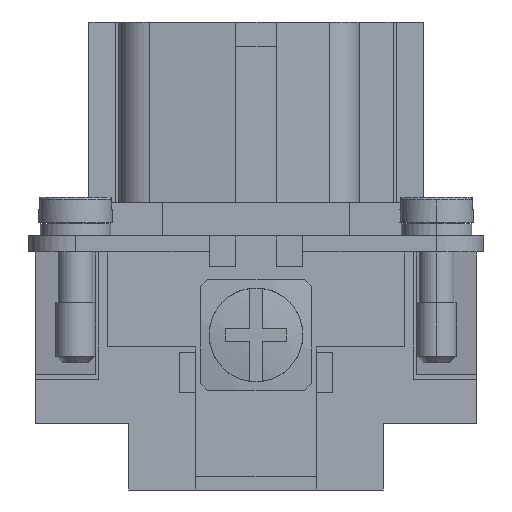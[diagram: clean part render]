
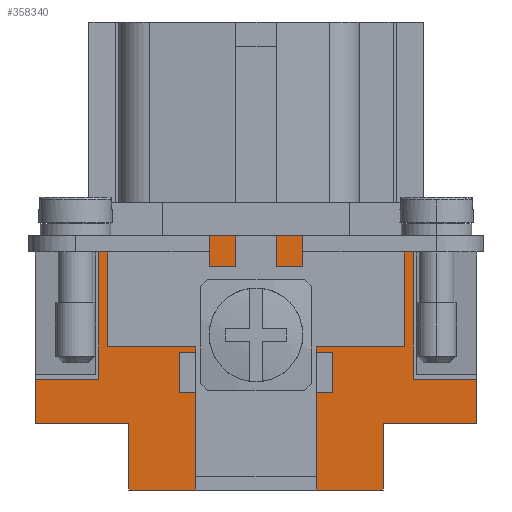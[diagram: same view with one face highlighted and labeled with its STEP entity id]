
A CAD part, left-side view. The second image highlights one B-rep face of the part: STEP entity #358340.
In plain terms, the highlighted planar face has unit normal (-1, 0, 0).
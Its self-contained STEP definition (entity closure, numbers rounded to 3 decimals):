
#125550=CARTESIAN_POINT('',(-21.55,9.5,5.));
#125560=VERTEX_POINT('',#125550);
#125590=CARTESIAN_POINT('',(-21.55,9.5,5.));
#125600=DIRECTION('',(0.,0.,-1.));
#125610=VECTOR('',#125600,5.);
#125620=LINE('',#125590,#125610);
#125630=CARTESIAN_POINT('',(-21.55,9.5,0.));
#125640=VERTEX_POINT('',#125630);
#125650=EDGE_CURVE('',#125560,#125640,#125620,.T.);
#125850=CARTESIAN_POINT('',(-21.55,4.55,0.));
#125860=DIRECTION('',(0.,1.,0.));
#125870=VECTOR('',#125860,4.95);
#125880=LINE('',#125850,#125870);
#125890=CARTESIAN_POINT('',(-21.55,4.55,0.));
#125900=VERTEX_POINT('',#125890);
#125910=EDGE_CURVE('',#125900,#125640,#125880,.T.);
#126450=CARTESIAN_POINT('',(-21.55,-4.55,0.));
#126460=VERTEX_POINT('',#126450);
#126490=CARTESIAN_POINT('',(-21.55,-9.5,0.));
#126500=DIRECTION('',(0.,1.,0.));
#126510=VECTOR('',#126500,4.95);
#126520=LINE('',#126490,#126510);
#126530=CARTESIAN_POINT('',(-21.55,-9.5,0.));
#126540=VERTEX_POINT('',#126530);
#126550=EDGE_CURVE('',#126540,#126460,#126520,.T.);
#265200=CARTESIAN_POINT('',(-21.55,-11.75,19.));
#265210=VERTEX_POINT('',#265200);
#265240=CARTESIAN_POINT('',(-21.55,-11.75,19.));
#265250=DIRECTION('',(0.,1.,0.));
#265260=VECTOR('',#265250,23.5);
#265270=LINE('',#265240,#265260);
#265280=CARTESIAN_POINT('',(-21.55,11.75,19.));
#265290=VERTEX_POINT('',#265280);
#265300=EDGE_CURVE('',#265210,#265290,#265270,.T.);
#310470=CARTESIAN_POINT('',(-21.55,11.75,19.));
#310480=DIRECTION('',(0.,0.,-1.));
#310490=VECTOR('',#310480,10.7);
#310500=LINE('',#310470,#310490);
#310510=CARTESIAN_POINT('',(-21.55,11.75,8.3));
#310520=VERTEX_POINT('',#310510);
#310530=EDGE_CURVE('',#265290,#310520,#310500,.T.);
#310980=CARTESIAN_POINT('',(-21.55,16.5,8.3));
#310990=VERTEX_POINT('',#310980);
#311040=CARTESIAN_POINT('',(-21.55,11.75,8.3));
#311050=DIRECTION('',(0.,1.,0.));
#311060=VECTOR('',#311050,4.75);
#311070=LINE('',#311040,#311060);
#311080=EDGE_CURVE('',#310520,#310990,#311070,.T.);
#313100=CARTESIAN_POINT('',(-21.55,-11.75,8.3));
#313110=DIRECTION('',(0.,0.,1.));
#313120=VECTOR('',#313110,10.7);
#313130=LINE('',#313100,#313120);
#313140=CARTESIAN_POINT('',(-21.55,-11.75,8.3));
#313150=VERTEX_POINT('',#313140);
#313160=EDGE_CURVE('',#313150,#265210,#313130,.T.);
#313400=CARTESIAN_POINT('',(-21.55,-16.5,8.3));
#313410=VERTEX_POINT('',#313400);
#313440=CARTESIAN_POINT('',(-21.55,-16.5,8.3));
#313450=DIRECTION('',(0.,1.,0.));
#313460=VECTOR('',#313450,4.75);
#313470=LINE('',#313440,#313460);
#313480=EDGE_CURVE('',#313410,#313150,#313470,.T.);
#313580=CARTESIAN_POINT('',(-21.55,16.5,5.));
#313590=DIRECTION('',(0.,0.,1.));
#313600=VECTOR('',#313590,3.3);
#313610=LINE('',#313580,#313600);
#313620=CARTESIAN_POINT('',(-21.55,16.5,5.));
#313630=VERTEX_POINT('',#313620);
#313640=EDGE_CURVE('',#313630,#310990,#313610,.T.);
#314780=CARTESIAN_POINT('',(-21.55,-16.5,5.));
#314790=VERTEX_POINT('',#314780);
#314820=CARTESIAN_POINT('',(-21.55,-16.5,5.));
#314830=DIRECTION('',(0.,0.,1.));
#314840=VECTOR('',#314830,3.3);
#314850=LINE('',#314820,#314840);
#314860=EDGE_CURVE('',#314790,#313410,#314850,.T.);
#357750=CARTESIAN_POINT('',(-21.55,-16.5,0.));
#357760=DIRECTION('',(-1.,0.,0.));
#357770=DIRECTION('',(0.,0.,1.));
#357780=AXIS2_PLACEMENT_3D('',#357750,#357760,#357770);
#357790=PLANE('',#357780);
#357800=ORIENTED_EDGE('',*,*,#310530,.T.);
#357810=ORIENTED_EDGE('',*,*,#265300,.T.);
#357820=ORIENTED_EDGE('',*,*,#313160,.T.);
#357830=ORIENTED_EDGE('',*,*,#313480,.T.);
#357840=ORIENTED_EDGE('',*,*,#314860,.T.);
#357850=CARTESIAN_POINT('',(-21.55,-9.5,5.));
#357860=DIRECTION('',(0.,-1.,0.));
#357870=VECTOR('',#357860,7.);
#357880=LINE('',#357850,#357870);
#357890=CARTESIAN_POINT('',(-21.55,-9.5,5.));
#357900=VERTEX_POINT('',#357890);
#357910=EDGE_CURVE('',#357900,#314790,#357880,.T.);
#357920=ORIENTED_EDGE('',*,*,#357910,.T.);
#357930=CARTESIAN_POINT('',(-21.55,-9.5,0.));
#357940=DIRECTION('',(0.,0.,1.));
#357950=VECTOR('',#357940,5.);
#357960=LINE('',#357930,#357950);
#357970=EDGE_CURVE('',#126540,#357900,#357960,.T.);
#357980=ORIENTED_EDGE('',*,*,#357970,.T.);
#357990=ORIENTED_EDGE('',*,*,#126550,.F.);
#358000=CARTESIAN_POINT('',(-21.55,-4.55,3.5));
#358010=DIRECTION('',(0.,0.,-1.));
#358020=VECTOR('',#358010,3.5);
#358030=LINE('',#358000,#358020);
#358040=CARTESIAN_POINT('',(-21.55,-4.55,3.5));
#358050=VERTEX_POINT('',#358040);
#358060=EDGE_CURVE('',#358050,#126460,#358030,.T.);
#358070=ORIENTED_EDGE('',*,*,#358060,.T.);
#358080=CARTESIAN_POINT('',(-21.55,4.55,3.5));
#358090=DIRECTION('',(0.,-1.,0.));
#358100=VECTOR('',#358090,9.1);
#358110=LINE('',#358080,#358100);
#358120=CARTESIAN_POINT('',(-21.55,4.55,3.5));
#358130=VERTEX_POINT('',#358120);
#358140=EDGE_CURVE('',#358130,#358050,#358110,.T.);
#358150=ORIENTED_EDGE('',*,*,#358140,.T.);
#358160=CARTESIAN_POINT('',(-21.55,4.55,0.));
#358170=DIRECTION('',(0.,0.,1.));
#358180=VECTOR('',#358170,3.5);
#358190=LINE('',#358160,#358180);
#358200=EDGE_CURVE('',#125900,#358130,#358190,.T.);
#358210=ORIENTED_EDGE('',*,*,#358200,.T.);
#358220=ORIENTED_EDGE('',*,*,#125910,.F.);
#358230=ORIENTED_EDGE('',*,*,#125650,.T.);
#358240=CARTESIAN_POINT('',(-21.55,16.5,5.));
#358250=DIRECTION('',(0.,-1.,0.));
#358260=VECTOR('',#358250,7.);
#358270=LINE('',#358240,#358260);
#358280=EDGE_CURVE('',#313630,#125560,#358270,.T.);
#358290=ORIENTED_EDGE('',*,*,#358280,.T.);
#358300=ORIENTED_EDGE('',*,*,#313640,.F.);
#358310=ORIENTED_EDGE('',*,*,#311080,.T.);
#358320=EDGE_LOOP('',(#358310,#358300,#358290,#358230,#358220,#358210,
#358150,#358070,#357990,#357980,#357920,#357840,#357830,#357820,#357810,
#357800));
#358330=FACE_OUTER_BOUND('',#358320,.T.);
#358340=ADVANCED_FACE('',(#358330),#357790,.T.);
